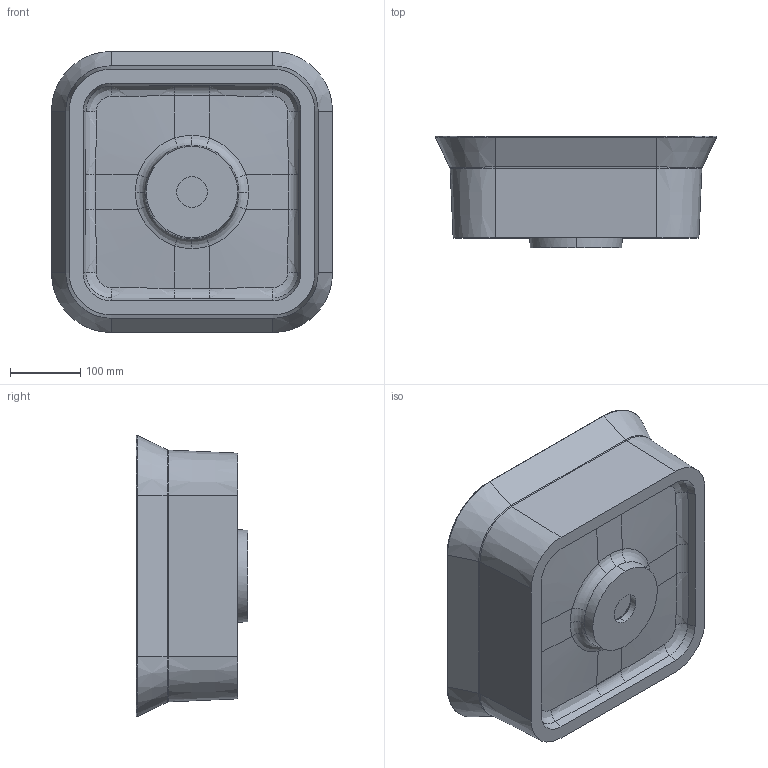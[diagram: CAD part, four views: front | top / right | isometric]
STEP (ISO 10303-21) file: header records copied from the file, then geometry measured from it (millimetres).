
FILE_DESCRIPTION (( 'STEP AP203' ), '1' );
FILE_NAME ('MARMY MARCO C 400.STEP', '2021-04-26T16:41:51', ( '' ), ( '' ), 'SwSTEP 2.0', 'SolidWorks 2019', '' );
FILE_SCHEMA (( 'CONFIG_CONTROL_DESIGN' ));
Length unit declared in the file: millimetre
Products named in the file (1): MARMY MARCO C 400
Bounding box: 400.49 x 159 x 400.49 mm (x, y, z)
Volume: 4307267.4 mm3; surface area: 624967 mm2
Topology: 2 solids, 2 shells, 364 faces, 888 edges, 513 vertices
Faces by surface type: bspline 236, plane 46, cone 35, cylinder 26, torus 13, sphere 8
Entity records: 23005 total; most frequent: CARTESIAN_POINT 16202, ORIENTED_EDGE 1744, DIRECTION 953, EDGE_CURVE 872, VERTEX_POINT 513, B_SPLINE_CURVE_WITH_KNOTS 455, AXIS2_PLACEMENT_3D 417, EDGE_LOOP 367
